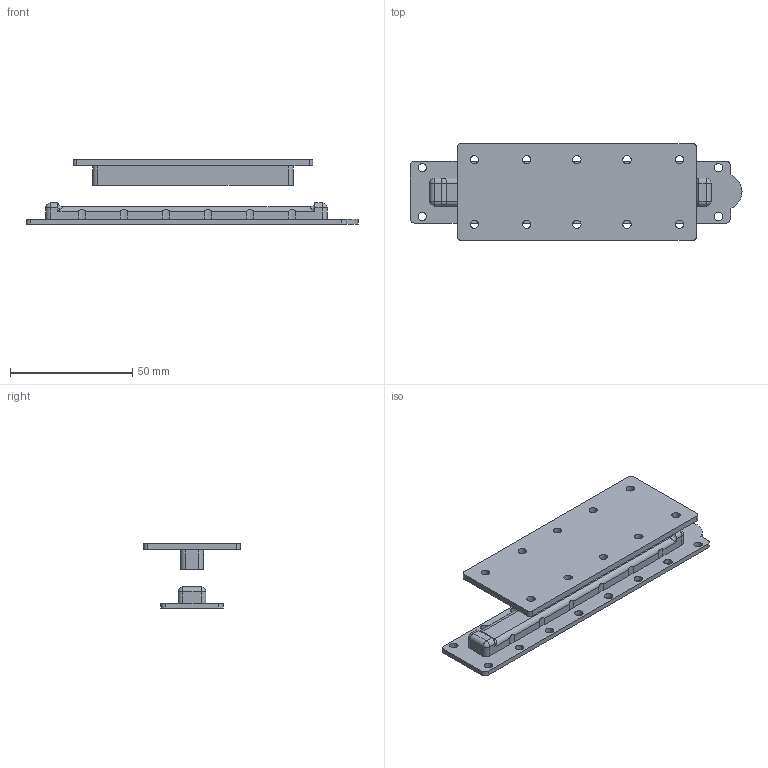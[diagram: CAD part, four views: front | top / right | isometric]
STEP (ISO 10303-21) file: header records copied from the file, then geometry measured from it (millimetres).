
FILE_DESCRIPTION(/* description */ (''),/* implementation_level */ '2;1');
FILE_NAME(/* name */ 'Buoy Combined - Magnet Wipers v15.step',/* time_stamp */ '2021-11-04T13:17:08-04:00',/* author */ (''),/* organization */ (''),/* preprocessor_version */ 'ST-DEVELOPER v18.1',/* originating_system */ 'Autodesk Translation Framework v10.10.0.1391',/* authorisation */ '');
FILE_SCHEMA (('AUTOMOTIVE_DESIGN { 1 0 10303 214 3 1 1 }'));
Length unit declared in the file: millimetre
Products named in the file (6): Buoy Combined - Magnet Wipers; External; external template; 3/4" x 1/4"; Internal; internal template
Assembly tree (5 placements, depth 3):
  Buoy Combined - Magnet Wipers
    External
      external template
      3/4" x 1/4"
    Internal
      internal template
Bounding box: 135.64 x 39.4 x 26.28 mm (x, y, z)
Volume: 23019 mm3; surface area: 20990.6 mm2
Topology: 2 solids, 2 shells, 168 faces, 448 edges, 288 vertices
Faces by surface type: cylinder 89, plane 67, bspline 8, sphere 4
Full cylindrical faces by diameter (mm): 3.4 x26
Entity records: 5896 total; most frequent: CARTESIAN_POINT 1375, DIRECTION 932, ORIENTED_EDGE 888, EDGE_CURVE 444, AXIS2_PLACEMENT_3D 337, VERTEX_POINT 288, LINE 258, VECTOR 258
